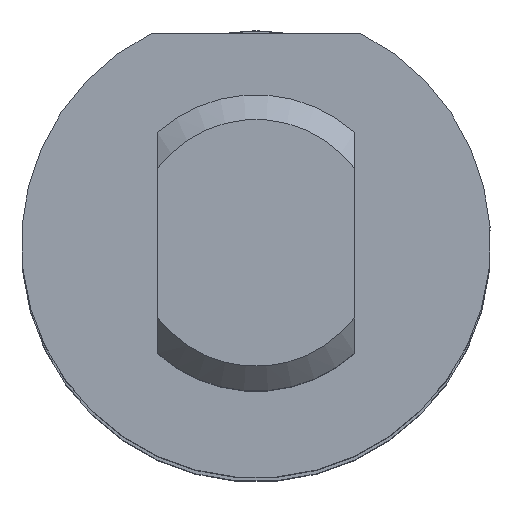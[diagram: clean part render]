
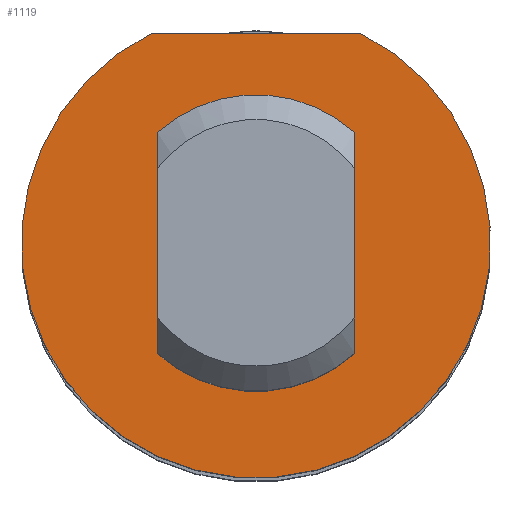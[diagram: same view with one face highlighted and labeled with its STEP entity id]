
A CAD part, top view. The second image highlights one B-rep face of the part: STEP entity #1119.
In plain terms, the highlighted planar face has unit normal (0, 0, 1).
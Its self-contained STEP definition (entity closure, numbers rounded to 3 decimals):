
#743=CARTESIAN_POINT('',(4.243,8.5,11.25));
#744=VERTEX_POINT('',#743);
#751=CARTESIAN_POINT('',(-4.243,8.5,11.25));
#752=VERTEX_POINT('',#751);
#753=CARTESIAN_POINT('',(0.0,0.0,11.25));
#754=DIRECTION('',(0.0,0.0,-1.0));
#755=DIRECTION('',(-1.0,0.0,0.0));
#756=AXIS2_PLACEMENT_3D('',#753,#754,#755);
#757=CIRCLE('',#756,9.5);
#758=EDGE_CURVE('',#744,#752,#757,.T.);
#805=CARTESIAN_POINT('',(-4.0,-4.472,11.25));
#806=VERTEX_POINT('',#805);
#813=CARTESIAN_POINT('',(4.0,-4.472,11.25));
#814=VERTEX_POINT('',#813);
#815=CARTESIAN_POINT('',(0.0,0.0,11.25));
#816=DIRECTION('',(0.0,0.0,-1.0));
#817=DIRECTION('',(-1.0,0.0,0.0));
#818=AXIS2_PLACEMENT_3D('',#815,#816,#817);
#819=CIRCLE('',#818,6.);
#820=EDGE_CURVE('',#814,#806,#819,.T.);
#847=CARTESIAN_POINT('',(4.0,4.472,11.25));
#848=VERTEX_POINT('',#847);
#855=CARTESIAN_POINT('',(-4.0,4.472,11.25));
#856=VERTEX_POINT('',#855);
#857=CARTESIAN_POINT('',(0.0,0.0,11.25));
#858=DIRECTION('',(0.0,0.0,-1.0));
#859=DIRECTION('',(-1.0,0.0,0.0));
#860=AXIS2_PLACEMENT_3D('',#857,#858,#859);
#861=CIRCLE('',#860,6.);
#862=EDGE_CURVE('',#856,#848,#861,.T.);
#996=CARTESIAN_POINT('',(4.0,4.472,11.25));
#997=DIRECTION('',(0.0,-1.0,0.0));
#998=VECTOR('',#997,8.944);
#999=LINE('',#996,#998);
#1000=EDGE_CURVE('',#848,#814,#999,.T.);
#1044=CARTESIAN_POINT('',(-4.0,-4.472,11.25));
#1045=DIRECTION('',(0.0,1.0,0.0));
#1046=VECTOR('',#1045,8.944);
#1047=LINE('',#1044,#1046);
#1048=EDGE_CURVE('',#806,#856,#1047,.T.);
#1099=CARTESIAN_POINT('',(0.0,0.0,11.25));
#1100=DIRECTION('',(0.0,0.0,-1.0));
#1101=DIRECTION('',(-1.0,0.0,0.0));
#1102=AXIS2_PLACEMENT_3D('',#1099,#1100,#1101);
#1103=PLANE('',#1102);
#1104=CARTESIAN_POINT('',(4.243,8.5,11.25));
#1105=DIRECTION('',(-1.0,0.0,0.0));
#1106=VECTOR('',#1105,8.485);
#1107=LINE('',#1104,#1106);
#1108=EDGE_CURVE('',#744,#752,#1107,.T.);
#1109=ORIENTED_EDGE('',*,*,#1108,.T.);
#1110=ORIENTED_EDGE('',*,*,#758,.F.);
#1111=EDGE_LOOP('',(#1109,#1110));
#1112=FACE_OUTER_BOUND('',#1111,.T.);
#1113=ORIENTED_EDGE('',*,*,#820,.T.);
#1114=ORIENTED_EDGE('',*,*,#1048,.T.);
#1115=ORIENTED_EDGE('',*,*,#862,.T.);
#1116=ORIENTED_EDGE('',*,*,#1000,.T.);
#1117=EDGE_LOOP('',(#1113,#1114,#1115,#1116));
#1118=FACE_BOUND('',#1117,.T.);
#1119=ADVANCED_FACE('',(#1112,#1118),#1103,.F.);
